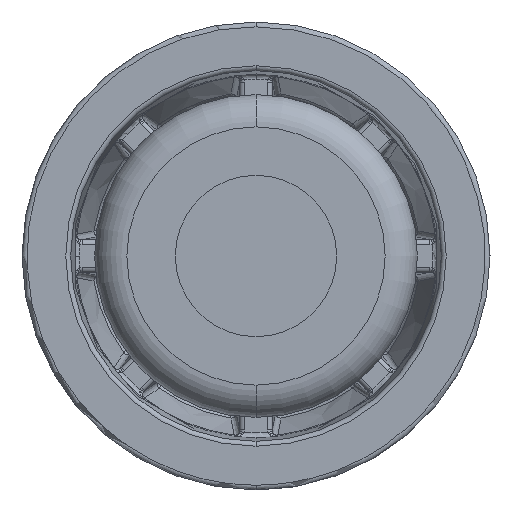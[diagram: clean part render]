
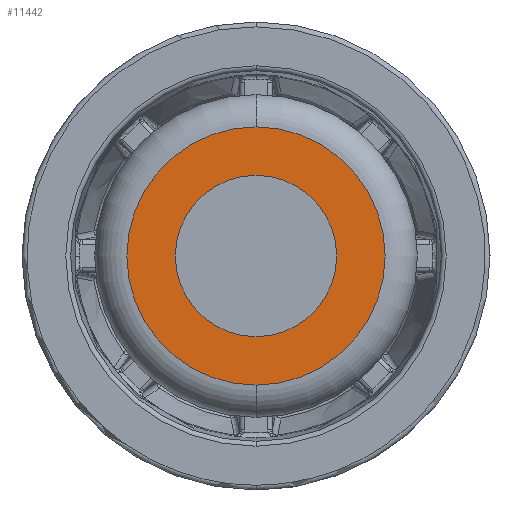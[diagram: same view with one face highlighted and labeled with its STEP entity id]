
A CAD part, front view. The second image highlights one B-rep face of the part: STEP entity #11442.
In plain terms, the highlighted planar face has unit normal (0, -1, 0).
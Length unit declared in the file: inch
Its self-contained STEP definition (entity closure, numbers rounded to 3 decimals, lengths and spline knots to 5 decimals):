
#344 = FACE_BOUND ( 'NONE', #912, .T. ) ;
#425 = VERTEX_POINT ( 'NONE', #16976 ) ;
#912 = EDGE_LOOP ( 'NONE', ( #12640, #11876 ) ) ;
#1154 = CIRCLE ( 'NONE', #15138, 0.31496 ) ;
#1518 = CARTESIAN_POINT ( 'NONE',  ( 0.6135, -0.01966, 0.9282 ) ) ;
#1545 = CARTESIAN_POINT ( 'NONE',  ( 0.6135, -0.01966, 0.9282 ) ) ;
#1589 = DIRECTION ( 'NONE',  ( 0., 0., -1. ) ) ;
#2960 = CARTESIAN_POINT ( 'NONE',  ( 0.81035, -0.01966, 0.9282 ) ) ;
#3024 = VERTEX_POINT ( 'NONE', #16831 ) ;
#3175 = DIRECTION ( 'NONE',  ( 0., 0., 1. ) ) ;
#3205 = DIRECTION ( 'NONE',  ( 0., 0., 1. ) ) ;
#3778 = EDGE_CURVE ( 'NONE', #8148, #3024, #20657, .T. ) ;
#4561 = CARTESIAN_POINT ( 'NONE',  ( 0.6135, -0.01966, 1.24316 ) ) ;
#4650 = EDGE_CURVE ( 'NONE', #425, #12697, #1154, .T. ) ;
#5077 = CIRCLE ( 'NONE', #5992, 0.19685 ) ;
#5172 = AXIS2_PLACEMENT_3D ( 'NONE', #2960, #9700, #21285 ) ;
#5992 = AXIS2_PLACEMENT_3D ( 'NONE', #1545, #13208, #3205 ) ;
#6375 = CIRCLE ( 'NONE', #8014, 0.31496 ) ;
#7959 = DIRECTION ( 'NONE',  ( 0., 1., 0. ) ) ;
#8014 = AXIS2_PLACEMENT_3D ( 'NONE', #17908, #7959, #19561 ) ;
#8148 = VERTEX_POINT ( 'NONE', #21266 ) ;
#8321 = EDGE_LOOP ( 'NONE', ( #14268, #17252 ) ) ;
#8563 = EDGE_CURVE ( 'NONE', #3024, #8148, #5077, .T. ) ;
#8681 = FACE_OUTER_BOUND ( 'NONE', #8321, .T. ) ;
#9700 = DIRECTION ( 'NONE',  ( 0., -1., 0. ) ) ;
#10846 = AXIS2_PLACEMENT_3D ( 'NONE', #1518, #13168, #3175 ) ;
#11442 = ADVANCED_FACE ( 'NONE', ( #344, #8681 ), #16271, .T. ) ;
#11571 = DIRECTION ( 'NONE',  ( 0., 1., 0. ) ) ;
#11876 = ORIENTED_EDGE ( 'NONE', *, *, #3778, .T. ) ;
#12640 = ORIENTED_EDGE ( 'NONE', *, *, #8563, .T. ) ;
#12697 = VERTEX_POINT ( 'NONE', #4561 ) ;
#13168 = DIRECTION ( 'NONE',  ( 0., 1., 0. ) ) ;
#13208 = DIRECTION ( 'NONE',  ( 0., 1., 0. ) ) ;
#14268 = ORIENTED_EDGE ( 'NONE', *, *, #4650, .F. ) ;
#15138 = AXIS2_PLACEMENT_3D ( 'NONE', #21515, #11571, #1589 ) ;
#16271 = PLANE ( 'NONE',  #5172 ) ;
#16831 = CARTESIAN_POINT ( 'NONE',  ( 0.6135, -0.01966, 1.12505 ) ) ;
#16976 = CARTESIAN_POINT ( 'NONE',  ( 0.6135, -0.01966, 0.61324 ) ) ;
#17252 = ORIENTED_EDGE ( 'NONE', *, *, #19575, .F. ) ;
#17908 = CARTESIAN_POINT ( 'NONE',  ( 0.6135, -0.01966, 0.9282 ) ) ;
#19561 = DIRECTION ( 'NONE',  ( 0., 0., -1. ) ) ;
#19575 = EDGE_CURVE ( 'NONE', #12697, #425, #6375, .T. ) ;
#20657 = CIRCLE ( 'NONE', #10846, 0.19685 ) ;
#21266 = CARTESIAN_POINT ( 'NONE',  ( 0.6135, -0.01966, 0.73135 ) ) ;
#21285 = DIRECTION ( 'NONE',  ( 0., 0., -1. ) ) ;
#21515 = CARTESIAN_POINT ( 'NONE',  ( 0.6135, -0.01966, 0.9282 ) ) ;
